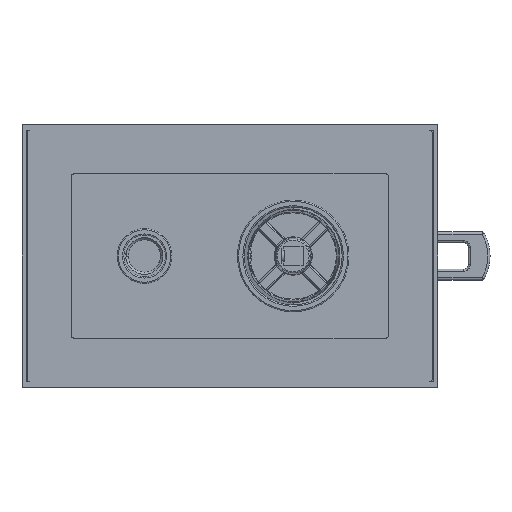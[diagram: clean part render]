
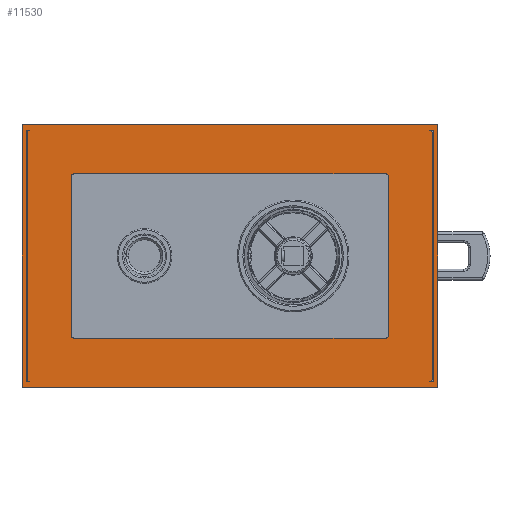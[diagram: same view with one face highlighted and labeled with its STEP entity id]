
A CAD part, left-side view. The second image highlights one B-rep face of the part: STEP entity #11530.
In plain terms, the highlighted planar face has unit normal (-1, 0, 0).
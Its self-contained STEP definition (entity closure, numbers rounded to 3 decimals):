
#9899=CARTESIAN_POINT('',(-10.,-65.5,-59.5));
#9900=DIRECTION('',(-1.,0.,0.));
#9901=DIRECTION('',(0.,0.,-1.));
#9902=AXIS2_PLACEMENT_3D('',#9899,#9900,#9901);
#9904=DIRECTION('',(0.,1.,0.));
#9905=VECTOR('',#9904,189.);
#9906=CARTESIAN_POINT('',(-10.,-65.5,-60.));
#9907=LINE('',#9906,#9905);
#9908=CARTESIAN_POINT('',(-10.,123.5,-59.5));
#9909=DIRECTION('',(-1.,0.,0.));
#9910=DIRECTION('',(0.,1.,0.));
#9911=AXIS2_PLACEMENT_3D('',#9908,#9909,#9910);
#9913=DIRECTION('',(0.,0.,1.));
#9914=VECTOR('',#9913,119.);
#9915=CARTESIAN_POINT('',(-10.,124.,-59.5));
#9916=LINE('',#9915,#9914);
#9917=CARTESIAN_POINT('',(-10.,123.5,59.5));
#9918=DIRECTION('',(-1.,0.,0.));
#9919=DIRECTION('',(0.,0.,1.));
#9920=AXIS2_PLACEMENT_3D('',#9917,#9918,#9919);
#9922=DIRECTION('',(0.,-1.,0.));
#9923=VECTOR('',#9922,189.);
#9924=CARTESIAN_POINT('',(-10.,123.5,60.));
#9925=LINE('',#9924,#9923);
#9926=CARTESIAN_POINT('',(-10.,-65.5,59.5));
#9927=DIRECTION('',(-1.,0.,0.));
#9928=DIRECTION('',(0.,-1.,0.));
#9929=AXIS2_PLACEMENT_3D('',#9926,#9927,#9928);
#9931=DIRECTION('',(0.,0.,-1.));
#9932=VECTOR('',#9931,119.);
#9933=CARTESIAN_POINT('',(-10.,-66.,59.5));
#9934=LINE('',#9933,#9932);
#9935=DIRECTION('',(0.,-1.,0.));
#9936=VECTOR('',#9935,1.5);
#9937=CARTESIAN_POINT('',(-10.,-62.5,57.5));
#9938=LINE('',#9937,#9936);
#9939=CARTESIAN_POINT('',(-10.,-62.5,56.5));
#9940=DIRECTION('',(-1.,0.,0.));
#9941=DIRECTION('',(0.,-1.,0.));
#9942=AXIS2_PLACEMENT_3D('',#9939,#9940,#9941);
#9944=DIRECTION('',(0.,0.,1.));
#9945=VECTOR('',#9944,113.);
#9946=CARTESIAN_POINT('',(-10.,-63.5,-56.5));
#9947=LINE('',#9946,#9945);
#9948=CARTESIAN_POINT('',(-10.,-62.5,-56.5));
#9949=DIRECTION('',(-1.,0.,0.));
#9950=DIRECTION('',(0.,0.,-1.));
#9951=AXIS2_PLACEMENT_3D('',#9948,#9949,#9950);
#9953=DIRECTION('',(0.,1.,0.));
#9954=VECTOR('',#9953,1.5);
#9955=CARTESIAN_POINT('',(-10.,-64.,-57.5));
#9956=LINE('',#9955,#9954);
#9957=DIRECTION('',(0.,0.,-1.));
#9958=VECTOR('',#9957,115.);
#9959=CARTESIAN_POINT('',(-10.,-64.,57.5));
#9960=LINE('',#9959,#9958);
#9961=DIRECTION('',(0.,1.,0.));
#9962=VECTOR('',#9961,143.);
#9963=CARTESIAN_POINT('',(-10.,-42.5,-37.5));
#9964=LINE('',#9963,#9962);
#9965=DIRECTION('',(0.,0.,-1.));
#9966=VECTOR('',#9965,73.);
#9967=CARTESIAN_POINT('',(-10.,-43.5,36.5));
#9968=LINE('',#9967,#9966);
#9969=DIRECTION('',(0.,-1.,0.));
#9970=VECTOR('',#9969,143.);
#9971=CARTESIAN_POINT('',(-10.,100.5,37.5));
#9972=LINE('',#9971,#9970);
#9973=DIRECTION('',(0.,0.,1.));
#9974=VECTOR('',#9973,73.);
#9975=CARTESIAN_POINT('',(-10.,101.5,-36.5));
#9976=LINE('',#9975,#9974);
#9977=DIRECTION('',(0.,1.,0.));
#9978=VECTOR('',#9977,1.5);
#9979=CARTESIAN_POINT('',(-10.,120.5,-57.5));
#9980=LINE('',#9979,#9978);
#9981=CARTESIAN_POINT('',(-10.,120.5,-56.5));
#9982=DIRECTION('',(-1.,0.,0.));
#9983=DIRECTION('',(0.,1.,0.));
#9984=AXIS2_PLACEMENT_3D('',#9981,#9982,#9983);
#9986=DIRECTION('',(0.,0.,-1.));
#9987=VECTOR('',#9986,113.);
#9988=CARTESIAN_POINT('',(-10.,121.5,56.5));
#9989=LINE('',#9988,#9987);
#9990=CARTESIAN_POINT('',(-10.,120.5,56.5));
#9991=DIRECTION('',(-1.,0.,0.));
#9992=DIRECTION('',(0.,0.,1.));
#9993=AXIS2_PLACEMENT_3D('',#9990,#9991,#9992);
#9995=DIRECTION('',(0.,-1.,0.));
#9996=VECTOR('',#9995,1.5);
#9997=CARTESIAN_POINT('',(-10.,122.,57.5));
#9998=LINE('',#9997,#9996);
#9999=DIRECTION('',(0.,0.,1.));
#10000=VECTOR('',#9999,115.);
#10001=CARTESIAN_POINT('',(-10.,122.,-57.5));
#10002=LINE('',#10001,#10000);
#10486=CARTESIAN_POINT('',(-10.,-42.5,-36.5));
#10487=DIRECTION('',(1.,0.,0.));
#10488=DIRECTION('',(0.,-1.,0.));
#10489=AXIS2_PLACEMENT_3D('',#10486,#10487,#10488);
#10504=CARTESIAN_POINT('',(-10.,-42.5,36.5));
#10505=DIRECTION('',(1.,0.,0.));
#10506=DIRECTION('',(0.,0.,1.));
#10507=AXIS2_PLACEMENT_3D('',#10504,#10505,#10506);
#10522=CARTESIAN_POINT('',(-10.,100.5,36.5));
#10523=DIRECTION('',(1.,0.,0.));
#10524=DIRECTION('',(0.,1.,0.));
#10525=AXIS2_PLACEMENT_3D('',#10522,#10523,#10524);
#10540=CARTESIAN_POINT('',(-10.,100.5,-36.5));
#10541=DIRECTION('',(1.,0.,0.));
#10542=DIRECTION('',(0.,0.,-1.));
#10543=AXIS2_PLACEMENT_3D('',#10540,#10541,#10542);
#10558=CARTESIAN_POINT('',(-10.,122.,-57.5));
#10559=CARTESIAN_POINT('',(-10.,122.,57.5));
#10560=VERTEX_POINT('',#10558);
#10561=VERTEX_POINT('',#10559);
#10562=CARTESIAN_POINT('',(-10.,-64.,57.5));
#10563=CARTESIAN_POINT('',(-10.,-64.,-57.5));
#10564=VERTEX_POINT('',#10562);
#10565=VERTEX_POINT('',#10563);
#10590=CARTESIAN_POINT('',(-10.,-65.5,-60.));
#10591=CARTESIAN_POINT('',(-10.,-66.,-59.5));
#10592=VERTEX_POINT('',#10590);
#10593=VERTEX_POINT('',#10591);
#10594=CARTESIAN_POINT('',(-10.,124.,-59.5));
#10595=CARTESIAN_POINT('',(-10.,123.5,-60.));
#10596=VERTEX_POINT('',#10594);
#10597=VERTEX_POINT('',#10595);
#10598=CARTESIAN_POINT('',(-10.,123.5,60.));
#10599=CARTESIAN_POINT('',(-10.,124.,59.5));
#10600=VERTEX_POINT('',#10598);
#10601=VERTEX_POINT('',#10599);
#10602=CARTESIAN_POINT('',(-10.,-66.,59.5));
#10603=CARTESIAN_POINT('',(-10.,-65.5,60.));
#10604=VERTEX_POINT('',#10602);
#10605=VERTEX_POINT('',#10603);
#10747=CARTESIAN_POINT('',(-10.,-43.5,36.5));
#10749=VERTEX_POINT('',#10747);
#10751=CARTESIAN_POINT('',(-10.,-42.5,37.5));
#10753=VERTEX_POINT('',#10751);
#10755=CARTESIAN_POINT('',(-10.,-42.5,-37.5));
#10757=VERTEX_POINT('',#10755);
#10759=CARTESIAN_POINT('',(-10.,-43.5,-36.5));
#10761=VERTEX_POINT('',#10759);
#10763=CARTESIAN_POINT('',(-10.,101.5,-36.5));
#10765=VERTEX_POINT('',#10763);
#10767=CARTESIAN_POINT('',(-10.,100.5,-37.5));
#10769=VERTEX_POINT('',#10767);
#10771=CARTESIAN_POINT('',(-10.,100.5,37.5));
#10773=VERTEX_POINT('',#10771);
#10775=CARTESIAN_POINT('',(-10.,101.5,36.5));
#10777=VERTEX_POINT('',#10775);
#10778=CARTESIAN_POINT('',(-10.,-63.5,-56.5));
#10780=VERTEX_POINT('',#10778);
#10782=CARTESIAN_POINT('',(-10.,-63.5,56.5));
#10784=VERTEX_POINT('',#10782);
#10786=CARTESIAN_POINT('',(-10.,121.5,56.5));
#10788=VERTEX_POINT('',#10786);
#10790=CARTESIAN_POINT('',(-10.,121.5,-56.5));
#10792=VERTEX_POINT('',#10790);
#10798=CARTESIAN_POINT('',(-10.,-62.5,-57.5));
#10799=VERTEX_POINT('',#10798);
#10800=CARTESIAN_POINT('',(-10.,120.5,-57.5));
#10801=VERTEX_POINT('',#10800);
#10806=CARTESIAN_POINT('',(-10.,-62.5,57.5));
#10807=VERTEX_POINT('',#10806);
#10808=CARTESIAN_POINT('',(-10.,120.5,57.5));
#10809=VERTEX_POINT('',#10808);
#11464=CARTESIAN_POINT('',(-10.,29.,0.));
#11465=DIRECTION('',(1.,0.,0.));
#11466=DIRECTION('',(0.,0.,-1.));
#11467=AXIS2_PLACEMENT_3D('',#11464,#11465,#11466);
#11468=PLANE('',#11467);
#11470=ORIENTED_EDGE('',*,*,#11469,.F.);
#11472=ORIENTED_EDGE('',*,*,#11471,.T.);
#11474=ORIENTED_EDGE('',*,*,#11473,.F.);
#11476=ORIENTED_EDGE('',*,*,#11475,.T.);
#11478=ORIENTED_EDGE('',*,*,#11477,.F.);
#11480=ORIENTED_EDGE('',*,*,#11479,.T.);
#11482=ORIENTED_EDGE('',*,*,#11481,.F.);
#11484=ORIENTED_EDGE('',*,*,#11483,.T.);
#11485=EDGE_LOOP('',(#11470,#11472,#11474,#11476,#11478,#11480,#11482,#11484));
#11486=FACE_OUTER_BOUND('',#11485,.F.);
#11488=ORIENTED_EDGE('',*,*,#11487,.F.);
#11490=ORIENTED_EDGE('',*,*,#11489,.F.);
#11492=ORIENTED_EDGE('',*,*,#11491,.F.);
#11493=ORIENTED_EDGE('',*,*,#11449,.F.);
#11494=ORIENTED_EDGE('',*,*,#11381,.F.);
#11496=ORIENTED_EDGE('',*,*,#11495,.F.);
#11497=EDGE_LOOP('',(#11488,#11490,#11492,#11493,#11494,#11496));
#11498=FACE_BOUND('',#11497,.F.);
#11500=ORIENTED_EDGE('',*,*,#11499,.F.);
#11502=ORIENTED_EDGE('',*,*,#11501,.F.);
#11504=ORIENTED_EDGE('',*,*,#11503,.F.);
#11506=ORIENTED_EDGE('',*,*,#11505,.F.);
#11508=ORIENTED_EDGE('',*,*,#11507,.F.);
#11510=ORIENTED_EDGE('',*,*,#11509,.F.);
#11512=ORIENTED_EDGE('',*,*,#11511,.F.);
#11514=ORIENTED_EDGE('',*,*,#11513,.F.);
#11515=EDGE_LOOP('',(#11500,#11502,#11504,#11506,#11508,#11510,#11512,#11514));
#11516=FACE_BOUND('',#11515,.F.);
#11517=ORIENTED_EDGE('',*,*,#11374,.F.);
#11519=ORIENTED_EDGE('',*,*,#11518,.F.);
#11521=ORIENTED_EDGE('',*,*,#11520,.F.);
#11523=ORIENTED_EDGE('',*,*,#11522,.F.);
#11525=ORIENTED_EDGE('',*,*,#11524,.F.);
#11527=ORIENTED_EDGE('',*,*,#11526,.F.);
#11528=EDGE_LOOP('',(#11517,#11519,#11521,#11523,#11525,#11527));
#11529=FACE_BOUND('',#11528,.F.);
#11530=ADVANCED_FACE('',(#11486,#11498,#11516,#11529),#11468,.F.);
#9903=CIRCLE('',#9902,0.5);
#9912=CIRCLE('',#9911,0.5);
#9921=CIRCLE('',#9920,0.5);
#9930=CIRCLE('',#9929,0.5);
#9943=CIRCLE('',#9942,1.);
#9952=CIRCLE('',#9951,1.);
#9985=CIRCLE('',#9984,1.);
#9994=CIRCLE('',#9993,1.);
#10490=CIRCLE('',#10489,1.);
#10508=CIRCLE('',#10507,1.);
#10526=CIRCLE('',#10525,1.);
#10544=CIRCLE('',#10543,1.);
#11374=EDGE_CURVE('',#10801,#10560,#9980,.T.);
#11381=EDGE_CURVE('',#10565,#10799,#9956,.T.);
#11449=EDGE_CURVE('',#10799,#10780,#9952,.T.);
#11469=EDGE_CURVE('',#10592,#10593,#9903,.T.);
#11471=EDGE_CURVE('',#10592,#10597,#9907,.T.);
#11473=EDGE_CURVE('',#10596,#10597,#9912,.T.);
#11475=EDGE_CURVE('',#10596,#10601,#9916,.T.);
#11477=EDGE_CURVE('',#10600,#10601,#9921,.T.);
#11479=EDGE_CURVE('',#10600,#10605,#9925,.T.);
#11481=EDGE_CURVE('',#10604,#10605,#9930,.T.);
#11483=EDGE_CURVE('',#10604,#10593,#9934,.T.);
#11487=EDGE_CURVE('',#10807,#10564,#9938,.T.);
#11489=EDGE_CURVE('',#10784,#10807,#9943,.T.);
#11491=EDGE_CURVE('',#10780,#10784,#9947,.T.);
#11495=EDGE_CURVE('',#10564,#10565,#9960,.T.);
#11499=EDGE_CURVE('',#10757,#10769,#9964,.T.);
#11501=EDGE_CURVE('',#10761,#10757,#10490,.T.);
#11503=EDGE_CURVE('',#10749,#10761,#9968,.T.);
#11505=EDGE_CURVE('',#10753,#10749,#10508,.T.);
#11507=EDGE_CURVE('',#10773,#10753,#9972,.T.);
#11509=EDGE_CURVE('',#10777,#10773,#10526,.T.);
#11511=EDGE_CURVE('',#10765,#10777,#9976,.T.);
#11513=EDGE_CURVE('',#10769,#10765,#10544,.T.);
#11518=EDGE_CURVE('',#10792,#10801,#9985,.T.);
#11520=EDGE_CURVE('',#10788,#10792,#9989,.T.);
#11522=EDGE_CURVE('',#10809,#10788,#9994,.T.);
#11524=EDGE_CURVE('',#10561,#10809,#9998,.T.);
#11526=EDGE_CURVE('',#10560,#10561,#10002,.T.);
